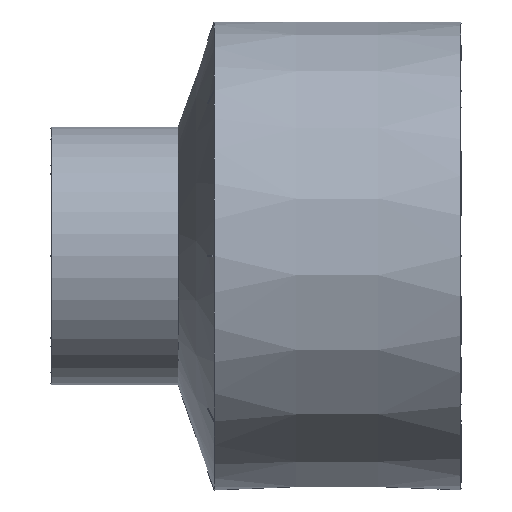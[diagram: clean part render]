
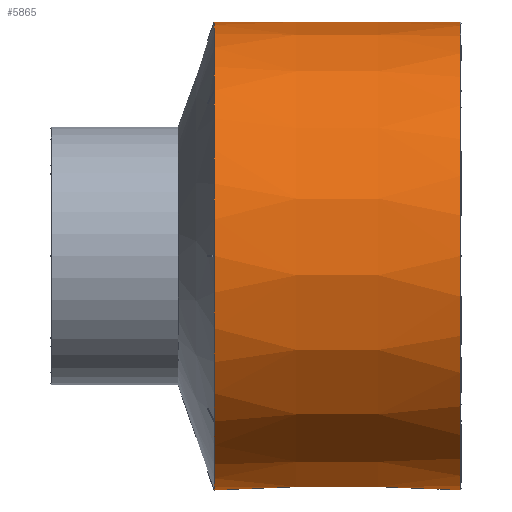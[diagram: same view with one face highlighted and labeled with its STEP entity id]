
A CAD part, left-side view. The second image highlights one B-rep face of the part: STEP entity #5865.
In plain terms, the highlighted conical face has half-angle 0.024 degrees and reference radius 112.5 mm.
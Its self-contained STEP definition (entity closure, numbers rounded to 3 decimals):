
#5865=ADVANCED_FACE('',(#9642,#9643),#7013,.T.);
#7013=CONICAL_SURFACE('',#26983,112.5,0.024);
#9642=FACE_BOUND('',#10031,.T.);
#9643=FACE_BOUND('',#10032,.T.);
#10031=EDGE_LOOP('',(#12800));
#10032=EDGE_LOOP('',(#12801,#12802,#12803,#12804,#12805,#12806,#12807,#12808));
#12800=ORIENTED_EDGE('',*,*,#23171,.T.);
#12801=ORIENTED_EDGE('',*,*,#22237,.T.);
#12802=ORIENTED_EDGE('',*,*,#22293,.T.);
#12803=ORIENTED_EDGE('',*,*,#22285,.T.);
#12804=ORIENTED_EDGE('',*,*,#22277,.T.);
#12805=ORIENTED_EDGE('',*,*,#22269,.T.);
#12806=ORIENTED_EDGE('',*,*,#22261,.T.);
#12807=ORIENTED_EDGE('',*,*,#22253,.T.);
#12808=ORIENTED_EDGE('',*,*,#22245,.T.);
#19495=VERTEX_POINT('',#32880);
#19502=VERTEX_POINT('',#32945);
#19509=VERTEX_POINT('',#33026);
#19516=VERTEX_POINT('',#33107);
#19523=VERTEX_POINT('',#33188);
#19530=VERTEX_POINT('',#33269);
#19537=VERTEX_POINT('',#33350);
#19544=VERTEX_POINT('',#33431);
#20138=VERTEX_POINT('',#37819);
#22237=EDGE_CURVE('',#19502,#19495,#26364,.T.);
#22245=EDGE_CURVE('',#19509,#19502,#26366,.T.);
#22253=EDGE_CURVE('',#19516,#19509,#26368,.T.);
#22261=EDGE_CURVE('',#19523,#19516,#26370,.T.);
#22269=EDGE_CURVE('',#19530,#19523,#26372,.T.);
#22277=EDGE_CURVE('',#19537,#19530,#26374,.T.);
#22285=EDGE_CURVE('',#19544,#19537,#26376,.T.);
#22293=EDGE_CURVE('',#19495,#19544,#26378,.T.);
#23171=EDGE_CURVE('',#20138,#20138,#26448,.T.);
#26364=CIRCLE('',#26591,112.55);
#26366=CIRCLE('',#26593,112.55);
#26368=CIRCLE('',#26595,112.55);
#26370=CIRCLE('',#26597,112.55);
#26372=CIRCLE('',#26599,112.55);
#26374=CIRCLE('',#26601,112.55);
#26376=CIRCLE('',#26603,112.55);
#26378=CIRCLE('',#26605,112.55);
#26448=CIRCLE('',#26981,112.5);
#26591=AXIS2_PLACEMENT_3D('',#32944,#28245,#28246);
#26593=AXIS2_PLACEMENT_3D('',#33025,#28249,#28250);
#26595=AXIS2_PLACEMENT_3D('',#33106,#28253,#28254);
#26597=AXIS2_PLACEMENT_3D('',#33187,#28257,#28258);
#26599=AXIS2_PLACEMENT_3D('',#33268,#28261,#28262);
#26601=AXIS2_PLACEMENT_3D('',#33349,#28265,#28266);
#26603=AXIS2_PLACEMENT_3D('',#33430,#28269,#28270);
#26605=AXIS2_PLACEMENT_3D('',#33511,#28273,#28274);
#26981=AXIS2_PLACEMENT_3D('',#37818,#29315,#29316);
#26983=AXIS2_PLACEMENT_3D('',#37821,#29319,#29320);
#28245=DIRECTION('',(0.,-1.,0.));
#28246=DIRECTION('',(0.,0.,-1.));
#28249=DIRECTION('',(0.,-1.,0.));
#28250=DIRECTION('',(0.,0.,-1.));
#28253=DIRECTION('',(0.,-1.,0.));
#28254=DIRECTION('',(0.,0.,-1.));
#28257=DIRECTION('',(0.,-1.,0.));
#28258=DIRECTION('',(0.,0.,-1.));
#28261=DIRECTION('',(0.,-1.,0.));
#28262=DIRECTION('',(0.,0.,-1.));
#28265=DIRECTION('',(0.,-1.,0.));
#28266=DIRECTION('',(0.,0.,-1.));
#28269=DIRECTION('',(0.,-1.,0.));
#28270=DIRECTION('',(0.,0.,-1.));
#28273=DIRECTION('',(0.,-1.,0.));
#28274=DIRECTION('',(0.,0.,-1.));
#29315=DIRECTION('',(0.,1.,0.));
#29316=DIRECTION('',(0.,0.,-1.));
#29319=DIRECTION('',(0.,1.,0.));
#29320=DIRECTION('',(0.,0.,1.));
#32880=CARTESIAN_POINT('',(7670.219,390.883,-79.585));
#32944=CARTESIAN_POINT('',(7749.804,390.883,0.));
#32945=CARTESIAN_POINT('',(7637.254,390.883,0.));
#33025=CARTESIAN_POINT('',(7749.804,390.883,0.));
#33026=CARTESIAN_POINT('',(7670.219,390.883,79.585));
#33106=CARTESIAN_POINT('',(7749.804,390.883,0.));
#33107=CARTESIAN_POINT('',(7749.804,390.883,112.55));
#33187=CARTESIAN_POINT('',(7749.804,390.883,0.));
#33188=CARTESIAN_POINT('',(7829.389,390.883,79.585));
#33268=CARTESIAN_POINT('',(7749.804,390.883,0.));
#33269=CARTESIAN_POINT('',(7862.354,390.883,0.));
#33349=CARTESIAN_POINT('',(7749.804,390.883,0.));
#33350=CARTESIAN_POINT('',(7829.389,390.883,-79.585));
#33430=CARTESIAN_POINT('',(7749.804,390.883,0.));
#33431=CARTESIAN_POINT('',(7749.804,390.883,-112.55));
#33511=CARTESIAN_POINT('',(7749.804,390.883,0.));
#37818=CARTESIAN_POINT('',(7749.804,272.633,0.));
#37819=CARTESIAN_POINT('',(7749.804,272.633,-112.5));
#37821=CARTESIAN_POINT('',(7749.804,272.383,0.));
